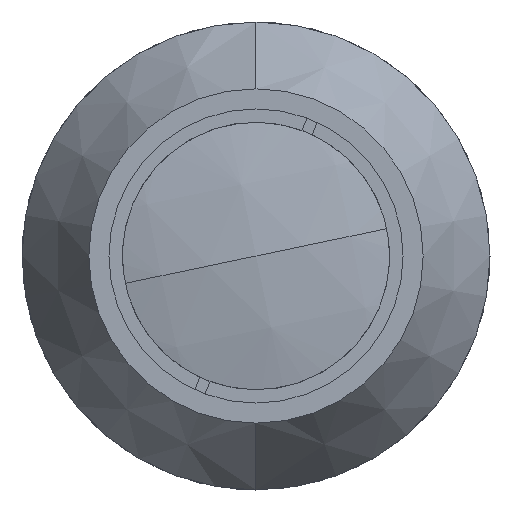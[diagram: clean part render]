
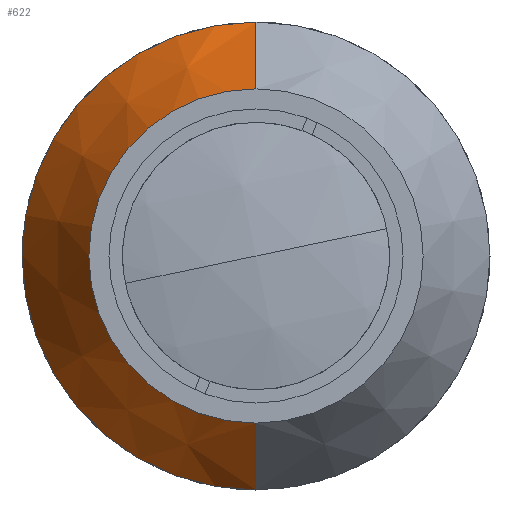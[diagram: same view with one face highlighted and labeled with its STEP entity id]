
A CAD part, left-side view. The second image highlights one B-rep face of the part: STEP entity #622.
In plain terms, the highlighted conical face has half-angle 30 degrees and reference radius 21 mm.
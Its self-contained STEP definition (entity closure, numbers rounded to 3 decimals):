
#96 = VERTEX_POINT ( 'NONE', #2169 ) ;
#271 = DIRECTION ( 'NONE',  ( -1., 0., 0. ) ) ;
#331 = LINE ( 'NONE', #4460, #3861 ) ;
#622 = ADVANCED_FACE ( 'NONE', ( #2050 ), #3931, .T. ) ;
#847 = VERTEX_POINT ( 'NONE', #3489 ) ;
#858 = VERTEX_POINT ( 'NONE', #2432 ) ;
#870 = CIRCLE ( 'NONE', #1080, 15. ) ;
#957 = CIRCLE ( 'NONE', #1316, 21. ) ;
#958 = ORIENTED_EDGE ( 'NONE', *, *, #3569, .F. ) ;
#1080 = AXIS2_PLACEMENT_3D ( 'NONE', #4004, #271, #3660 ) ;
#1186 = ORIENTED_EDGE ( 'NONE', *, *, #4189, .F. ) ;
#1316 = AXIS2_PLACEMENT_3D ( 'NONE', #2435, #3172, #3222 ) ;
#1549 = ORIENTED_EDGE ( 'NONE', *, *, #1702, .T. ) ;
#1702 = EDGE_CURVE ( 'NONE', #858, #3792, #331, .T. ) ;
#1848 = EDGE_CURVE ( 'NONE', #3792, #96, #957, .T. ) ;
#1914 = DIRECTION ( 'NONE',  ( 0.866, 0., -0.5 ) ) ;
#2050 = FACE_OUTER_BOUND ( 'NONE', #4452, .T. ) ;
#2169 = CARTESIAN_POINT ( 'NONE',  ( 25.392, 0., -21. ) ) ;
#2432 = CARTESIAN_POINT ( 'NONE',  ( 15., 0., 15. ) ) ;
#2435 = CARTESIAN_POINT ( 'NONE',  ( 25.392, 0., 0. ) ) ;
#2624 = AXIS2_PLACEMENT_3D ( 'NONE', #4133, #4181, #3808 ) ;
#2784 = VECTOR ( 'NONE', #1914, 1000. ) ;
#3172 = DIRECTION ( 'NONE',  ( -1., 0., 0. ) ) ;
#3222 = DIRECTION ( 'NONE',  ( 0., 0., 1. ) ) ;
#3393 = CARTESIAN_POINT ( 'NONE',  ( 25.392, 0., 21. ) ) ;
#3489 = CARTESIAN_POINT ( 'NONE',  ( 15., 0., -15. ) ) ;
#3551 = CARTESIAN_POINT ( 'NONE',  ( 25.392, 0., -21. ) ) ;
#3569 = EDGE_CURVE ( 'NONE', #847, #96, #3575, .T. ) ;
#3575 = LINE ( 'NONE', #3551, #2784 ) ;
#3660 = DIRECTION ( 'NONE',  ( 0., 0., 1. ) ) ;
#3784 = DIRECTION ( 'NONE',  ( 0.866, 0., 0.5 ) ) ;
#3792 = VERTEX_POINT ( 'NONE', #3393 ) ;
#3808 = DIRECTION ( 'NONE',  ( 0., 0., -1. ) ) ;
#3861 = VECTOR ( 'NONE', #3784, 1000. ) ;
#3931 = CONICAL_SURFACE ( 'NONE', #2624, 21., 0.524 ) ;
#4004 = CARTESIAN_POINT ( 'NONE',  ( 15., 0., 0. ) ) ;
#4133 = CARTESIAN_POINT ( 'NONE',  ( 25.392, 0., 0. ) ) ;
#4181 = DIRECTION ( 'NONE',  ( 1., 0., 0. ) ) ;
#4189 = EDGE_CURVE ( 'NONE', #858, #847, #870, .T. ) ;
#4261 = ORIENTED_EDGE ( 'NONE', *, *, #1848, .T. ) ;
#4452 = EDGE_LOOP ( 'NONE', ( #1186, #1549, #4261, #958 ) ) ;
#4460 = CARTESIAN_POINT ( 'NONE',  ( 25.392, 0., 21. ) ) ;
